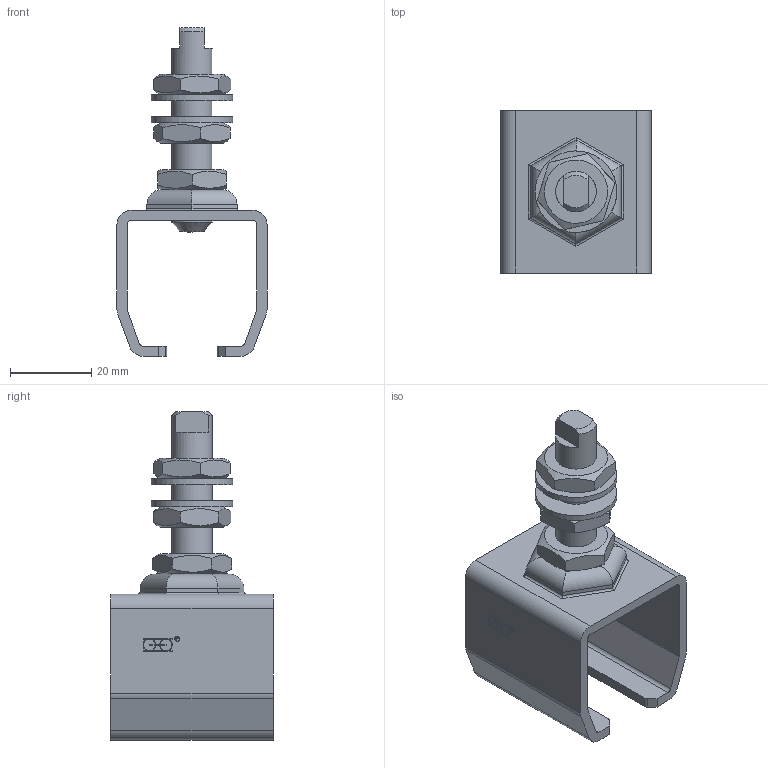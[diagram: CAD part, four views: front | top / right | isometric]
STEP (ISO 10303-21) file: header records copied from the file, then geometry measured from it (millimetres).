
FILE_DESCRIPTION(/* description */ ('Support Enveloppant Tige courte'),/* implementation_level */ '2;1');
FILE_NAME(/* name */ '9011XA4.stp',/* time_stamp */ '2019-08-23T08:40:06+02:00',/* author */ ('DIDIERR'),/* organization */ (''),/* preprocessor_version */ 'ST-DEVELOPER v17.2',/* originating_system */ 'Autodesk Inventor 2019',/* authorisation */ '');
FILE_SCHEMA (('AUTOMOTIVE_DESIGN { 1 0 10303 214 3 1 1 }'));
Length unit declared in the file: millimetre
Products named in the file (6): 9011XA4; 18359; 18360; 06029; 09123; DIN 439 - M10
Assembly tree (8 placements, depth 2):
  9011XA4
    18359
    18360
    06029
    09123  x2
    DIN 439 - M10  x3
Bounding box: 37 x 40 x 80.97 mm (x, y, z)
Volume: 19821.1 mm3; surface area: 16088 mm2
Topology: 8 solids, 8 shells, 230 faces, 583 edges, 383 vertices
Faces by surface type: plane 146, cylinder 62, cone 18, bspline 2, torus 2
Full cylindrical faces by diameter (mm): 1.151 x1, 1.25 x1, 8.376 x4, 10 x1, 10.4 x2, 11 x1, 20.1 x2
Entity records: 6524 total; most frequent: CARTESIAN_POINT 1371, DIRECTION 1020, ORIENTED_EDGE 1016, EDGE_CURVE 508, LINE 352, VECTOR 352, AXIS2_PLACEMENT_3D 334, VERTEX_POINT 333
